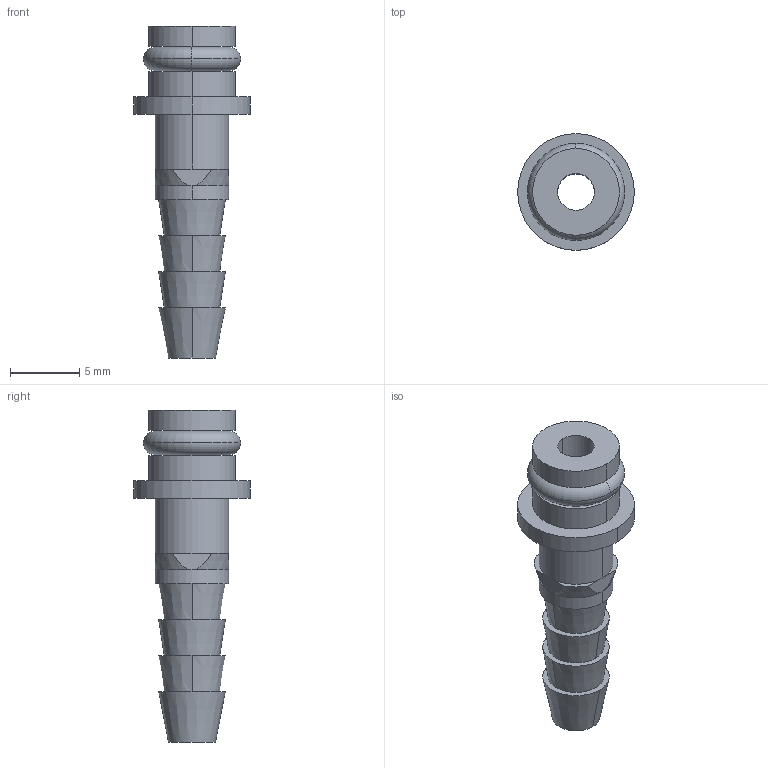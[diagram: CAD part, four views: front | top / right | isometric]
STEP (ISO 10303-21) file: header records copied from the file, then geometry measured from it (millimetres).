
FILE_DESCRIPTION(('Creo Elements/Direct Modeling STEP Export'),'2;1');
FILE_NAME('0ln7uvk4b4knpc84620','2017-06-09T 9:31:11',(''),(''),'PTC Creo Elements/Direct Modeling STEP processor for AP214 (Solid Model)','PTC Creo Elements/Direct Modeling 19.0E 27-Jun-2016 (C) Parametric Technology GmbH','');
FILE_SCHEMA(('AUTOMOTIVE_DESIGN { 1 0 10303 214 1 1 1 1 }'));
Length unit declared in the file: millimetre
Products named in the file (2): CX_4.0_PM
Assembly tree (1 placements, depth 2):
  CX_4.0_PM
    CX_4.0_PM
Bounding box: 8.4 x 8.4 x 23.9 mm (x, y, z)
Volume: 401.4 mm3; surface area: 787.7 mm2
Topology: 1 solids, 1 shells, 50 faces, 103 edges, 63 vertices
Faces by surface type: plane 18, cylinder 16, cone 12, torus 4
Entity records: 1658 total; most frequent: CARTESIAN_POINT 665, ORIENTED_EDGE 206, DIRECTION 182, EDGE_CURVE 103, AXIS2_PLACEMENT_3D 77, VERTEX_POINT 63, EDGE_LOOP 60, FACE_OUTER_BOUND 50
